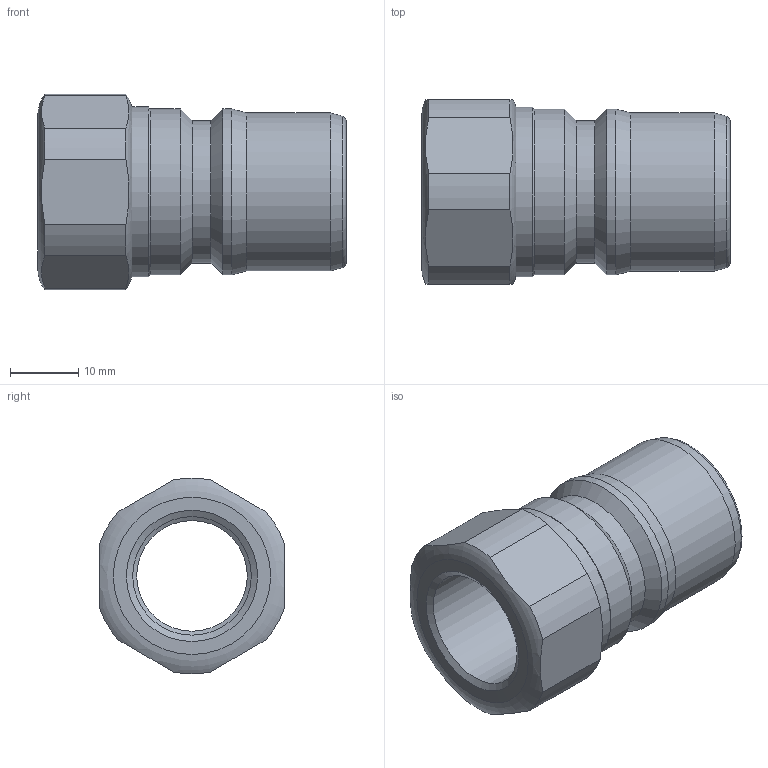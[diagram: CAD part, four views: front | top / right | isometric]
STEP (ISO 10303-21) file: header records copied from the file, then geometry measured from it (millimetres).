
FILE_DESCRIPTION (( 'STEP AP214' ), '1' );
FILE_NAME ('BB13.6103_IC.STEP', '2016-09-21T15:17:13', ( '' ), ( '' ), 'SwSTEP 2.0', 'SolidWorks 2016', '' );
FILE_SCHEMA (( 'AUTOMOTIVE_DESIGN' ));
Length unit declared in the file: millimetre
Products named in the file (1): BB13.6103_IC
Bounding box: 45.07 x 27 x 28.58 mm (x, y, z)
Volume: 11750.2 mm3; surface area: 6519.3 mm2
Topology: 1 solids, 1 shells, 33 faces, 77 edges, 46 vertices
Faces by surface type: cylinder 13, cone 8, plane 8, torus 4
Full cylindrical faces by diameter (mm): 16.176 x1, 17.332 x1, 20.798 x1, 23.109 x1, 24.264 x2, 24.842 x1
Entity records: 952 total; most frequent: CARTESIAN_POINT 250, DIRECTION 144, ORIENTED_EDGE 112, AXIS2_PLACEMENT_3D 66, EDGE_CURVE 56, EDGE_LOOP 54, VERTEX_POINT 44, FACE_OUTER_BOUND 44
